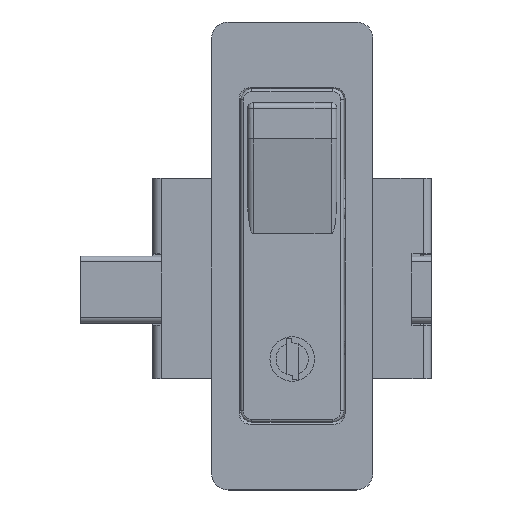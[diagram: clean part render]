
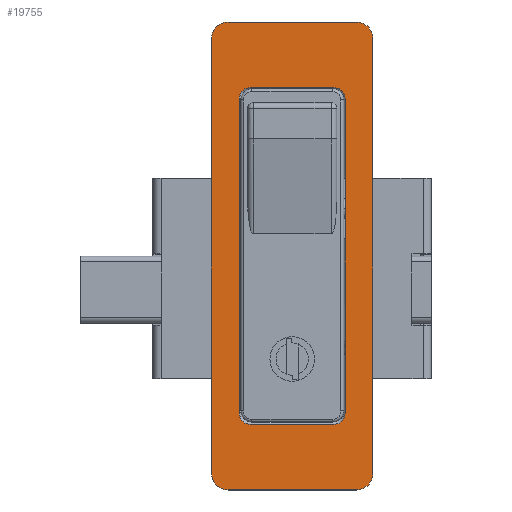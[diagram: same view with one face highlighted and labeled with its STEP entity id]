
A CAD part, top view. The second image highlights one B-rep face of the part: STEP entity #19755.
In plain terms, the highlighted planar face has unit normal (0, 0, 1).
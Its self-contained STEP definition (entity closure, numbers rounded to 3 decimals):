
#10 = DIRECTION ( 'NONE',  ( 0., -1., 0. ) ) ;
#369 = VECTOR ( 'NONE', #19244, 1000. ) ;
#407 = EDGE_CURVE ( 'NONE', #9087, #18419, #16505, .T. ) ;
#587 = CARTESIAN_POINT ( 'NONE',  ( -7.5, 21.75, 3. ) ) ;
#593 = CARTESIAN_POINT ( 'NONE',  ( 7.5, -38.75, 3. ) ) ;
#596 = LINE ( 'NONE', #4034, #18250 ) ;
#915 = ORIENTED_EDGE ( 'NONE', *, *, #8526, .T. ) ;
#995 = VERTEX_POINT ( 'NONE', #587 ) ;
#1576 = EDGE_LOOP ( 'NONE', ( #13746, #20661, #7963, #13867, #14949, #4539, #21844, #15966 ) ) ;
#1605 = AXIS2_PLACEMENT_3D ( 'NONE', #8707, #6981, #10434 ) ;
#1990 = DIRECTION ( 'NONE',  ( 1., 0., 0. ) ) ;
#2256 = CARTESIAN_POINT ( 'NONE',  ( -14.5, 30.5, 3. ) ) ;
#2333 = VERTEX_POINT ( 'NONE', #18932 ) ;
#2596 = CIRCLE ( 'NONE', #1605, 3. ) ;
#2625 = CARTESIAN_POINT ( 'NONE',  ( 11.5, -47.5, 3. ) ) ;
#2627 = EDGE_CURVE ( 'NONE', #13798, #16004, #15088, .T. ) ;
#2796 = PLANE ( 'NONE',  #9659 ) ;
#2937 = CIRCLE ( 'NONE', #8421, 2. ) ;
#3279 = DIRECTION ( 'NONE',  ( 1., 0., 0. ) ) ;
#3509 = VERTEX_POINT ( 'NONE', #6692 ) ;
#3824 = ORIENTED_EDGE ( 'NONE', *, *, #4328, .T. ) ;
#3855 = CARTESIAN_POINT ( 'NONE',  ( -11.5, 30.5, 3. ) ) ;
#4034 = CARTESIAN_POINT ( 'NONE',  ( -9.5, 21.75, 3. ) ) ;
#4072 = DIRECTION ( 'NONE',  ( 1., 0., 0. ) ) ;
#4106 = DIRECTION ( 'NONE',  ( 0., 0., 1. ) ) ;
#4328 = EDGE_CURVE ( 'NONE', #3509, #9087, #21463, .T. ) ;
#4460 = AXIS2_PLACEMENT_3D ( 'NONE', #21510, #4106, #21364 ) ;
#4539 = ORIENTED_EDGE ( 'NONE', *, *, #19080, .T. ) ;
#4636 = VECTOR ( 'NONE', #21597, 1000. ) ;
#4639 = DIRECTION ( 'NONE',  ( 0., -1., 0. ) ) ;
#4653 = EDGE_CURVE ( 'NONE', #16951, #16004, #21488, .T. ) ;
#4824 = VERTEX_POINT ( 'NONE', #10426 ) ;
#4920 = VERTEX_POINT ( 'NONE', #10502 ) ;
#5314 = CARTESIAN_POINT ( 'NONE',  ( -9.5, -36.75, 3. ) ) ;
#5318 = CARTESIAN_POINT ( 'NONE',  ( -14.5, -47.5, 3. ) ) ;
#5423 = VERTEX_POINT ( 'NONE', #5314 ) ;
#5808 = VECTOR ( 'NONE', #4639, 1000. ) ;
#5958 = VECTOR ( 'NONE', #16748, 1000. ) ;
#5994 = DIRECTION ( 'NONE',  ( 1., 0., 0. ) ) ;
#6018 = AXIS2_PLACEMENT_3D ( 'NONE', #8274, #15237, #3279 ) ;
#6031 = DIRECTION ( 'NONE',  ( 1., 0., 0. ) ) ;
#6153 = DIRECTION ( 'NONE',  ( 0., 0., 1. ) ) ;
#6231 = FACE_BOUND ( 'NONE', #1576, .T. ) ;
#6336 = LINE ( 'NONE', #11532, #5808 ) ;
#6339 = CARTESIAN_POINT ( 'NONE',  ( 9.5, 21.75, 3. ) ) ;
#6692 = CARTESIAN_POINT ( 'NONE',  ( 11.5, 33.5, 3. ) ) ;
#6762 = EDGE_CURVE ( 'NONE', #4920, #5423, #11228, .T. ) ;
#6830 = CARTESIAN_POINT ( 'NONE',  ( 7.5, -36.75, 3. ) ) ;
#6981 = DIRECTION ( 'NONE',  ( 0., 0., 1. ) ) ;
#7141 = VERTEX_POINT ( 'NONE', #17870 ) ;
#7195 = AXIS2_PLACEMENT_3D ( 'NONE', #2625, #14468, #5994 ) ;
#7222 = DIRECTION ( 'NONE',  ( 0., 0., 1. ) ) ;
#7294 = CARTESIAN_POINT ( 'NONE',  ( -14.5, 33.5, 3. ) ) ;
#7963 = ORIENTED_EDGE ( 'NONE', *, *, #6762, .F. ) ;
#8006 = DIRECTION ( 'NONE',  ( 1., 0., 0. ) ) ;
#8028 = CARTESIAN_POINT ( 'NONE',  ( -14.5, -50.5, 3. ) ) ;
#8186 = CARTESIAN_POINT ( 'NONE',  ( 9.5, -36.75, 3. ) ) ;
#8274 = CARTESIAN_POINT ( 'NONE',  ( -7.5, -36.75, 3. ) ) ;
#8421 = AXIS2_PLACEMENT_3D ( 'NONE', #12013, #8710, #1990 ) ;
#8526 = EDGE_CURVE ( 'NONE', #9178, #17626, #2596, .T. ) ;
#8707 = CARTESIAN_POINT ( 'NONE',  ( -11.5, -47.5, 3. ) ) ;
#8710 = DIRECTION ( 'NONE',  ( 0., 0., -1. ) ) ;
#8758 = EDGE_CURVE ( 'NONE', #16712, #19309, #12516, .T. ) ;
#8829 = VECTOR ( 'NONE', #10, 1000. ) ;
#9087 = VERTEX_POINT ( 'NONE', #12054 ) ;
#9090 = LINE ( 'NONE', #19415, #17657 ) ;
#9178 = VERTEX_POINT ( 'NONE', #5318 ) ;
#9659 = AXIS2_PLACEMENT_3D ( 'NONE', #8028, #6153, #14927 ) ;
#10248 = EDGE_CURVE ( 'NONE', #7141, #3509, #14339, .T. ) ;
#10426 = CARTESIAN_POINT ( 'NONE',  ( 7.5, 21.75, 3. ) ) ;
#10434 = DIRECTION ( 'NONE',  ( 1., 0., 0. ) ) ;
#10502 = CARTESIAN_POINT ( 'NONE',  ( -9.5, 19.75, 3. ) ) ;
#10809 = LINE ( 'NONE', #6339, #5958 ) ;
#10986 = CARTESIAN_POINT ( 'NONE',  ( 7.5, 19.75, 3. ) ) ;
#11218 = ORIENTED_EDGE ( 'NONE', *, *, #407, .T. ) ;
#11228 = LINE ( 'NONE', #11705, #8829 ) ;
#11282 = ORIENTED_EDGE ( 'NONE', *, *, #15459, .T. ) ;
#11532 = CARTESIAN_POINT ( 'NONE',  ( -14.5, 33.5, 3. ) ) ;
#11570 = CARTESIAN_POINT ( 'NONE',  ( 11.5, -50.5, 3. ) ) ;
#11705 = CARTESIAN_POINT ( 'NONE',  ( -9.5, 21.75, 3. ) ) ;
#12013 = CARTESIAN_POINT ( 'NONE',  ( -7.5, 19.75, 3. ) ) ;
#12054 = CARTESIAN_POINT ( 'NONE',  ( -11.5, 33.5, 3. ) ) ;
#12516 = CIRCLE ( 'NONE', #7195, 3. ) ;
#12528 = AXIS2_PLACEMENT_3D ( 'NONE', #10986, #15993, #6031 ) ;
#13354 = EDGE_CURVE ( 'NONE', #19309, #7141, #9090, .T. ) ;
#13697 = EDGE_CURVE ( 'NONE', #4920, #995, #2937, .T. ) ;
#13746 = ORIENTED_EDGE ( 'NONE', *, *, #2627, .F. ) ;
#13754 = CIRCLE ( 'NONE', #12528, 2. ) ;
#13798 = VERTEX_POINT ( 'NONE', #13892 ) ;
#13867 = ORIENTED_EDGE ( 'NONE', *, *, #13697, .T. ) ;
#13892 = CARTESIAN_POINT ( 'NONE',  ( -7.5, -38.75, 3. ) ) ;
#14339 = CIRCLE ( 'NONE', #4460, 3. ) ;
#14468 = DIRECTION ( 'NONE',  ( 0., 0., 1. ) ) ;
#14771 = EDGE_LOOP ( 'NONE', ( #18692, #915, #11282, #19321, #18225, #16982, #3824, #11218 ) ) ;
#14872 = CARTESIAN_POINT ( 'NONE',  ( 14.5, -47.5, 3. ) ) ;
#14880 = AXIS2_PLACEMENT_3D ( 'NONE', #6830, #20572, #18702 ) ;
#14927 = DIRECTION ( 'NONE',  ( 1., 0., 0. ) ) ;
#14949 = ORIENTED_EDGE ( 'NONE', *, *, #18515, .F. ) ;
#14986 = AXIS2_PLACEMENT_3D ( 'NONE', #3855, #7222, #4072 ) ;
#15088 = LINE ( 'NONE', #16455, #4636 ) ;
#15191 = LINE ( 'NONE', #16251, #21588 ) ;
#15237 = DIRECTION ( 'NONE',  ( 0., 0., -1. ) ) ;
#15365 = EDGE_CURVE ( 'NONE', #18419, #9178, #6336, .T. ) ;
#15459 = EDGE_CURVE ( 'NONE', #17626, #16712, #15191, .T. ) ;
#15655 = CARTESIAN_POINT ( 'NONE',  ( -11.5, -50.5, 3. ) ) ;
#15966 = ORIENTED_EDGE ( 'NONE', *, *, #4653, .T. ) ;
#15993 = DIRECTION ( 'NONE',  ( 0., 0., -1. ) ) ;
#16004 = VERTEX_POINT ( 'NONE', #593 ) ;
#16018 = DIRECTION ( 'NONE',  ( -1., 0., 0. ) ) ;
#16251 = CARTESIAN_POINT ( 'NONE',  ( -14.5, -50.5, 3. ) ) ;
#16315 = EDGE_CURVE ( 'NONE', #13798, #5423, #20217, .T. ) ;
#16455 = CARTESIAN_POINT ( 'NONE',  ( -9.5, -38.75, 3. ) ) ;
#16505 = CIRCLE ( 'NONE', #14986, 3. ) ;
#16712 = VERTEX_POINT ( 'NONE', #11570 ) ;
#16748 = DIRECTION ( 'NONE',  ( 0., 1., 0. ) ) ;
#16951 = VERTEX_POINT ( 'NONE', #8186 ) ;
#16982 = ORIENTED_EDGE ( 'NONE', *, *, #10248, .T. ) ;
#17223 = FACE_OUTER_BOUND ( 'NONE', #14771, .T. ) ;
#17626 = VERTEX_POINT ( 'NONE', #15655 ) ;
#17657 = VECTOR ( 'NONE', #17836, 1000. ) ;
#17836 = DIRECTION ( 'NONE',  ( 0., 1., 0. ) ) ;
#17870 = CARTESIAN_POINT ( 'NONE',  ( 14.5, 30.5, 3. ) ) ;
#18021 = EDGE_CURVE ( 'NONE', #16951, #2333, #10809, .T. ) ;
#18225 = ORIENTED_EDGE ( 'NONE', *, *, #13354, .T. ) ;
#18250 = VECTOR ( 'NONE', #16018, 1000. ) ;
#18419 = VERTEX_POINT ( 'NONE', #2256 ) ;
#18515 = EDGE_CURVE ( 'NONE', #4824, #995, #596, .T. ) ;
#18692 = ORIENTED_EDGE ( 'NONE', *, *, #15365, .T. ) ;
#18702 = DIRECTION ( 'NONE',  ( 1., 0., 0. ) ) ;
#18932 = CARTESIAN_POINT ( 'NONE',  ( 9.5, 19.75, 3. ) ) ;
#19080 = EDGE_CURVE ( 'NONE', #4824, #2333, #13754, .T. ) ;
#19244 = DIRECTION ( 'NONE',  ( -1., 0., 0. ) ) ;
#19309 = VERTEX_POINT ( 'NONE', #14872 ) ;
#19321 = ORIENTED_EDGE ( 'NONE', *, *, #8758, .T. ) ;
#19415 = CARTESIAN_POINT ( 'NONE',  ( 14.5, 33.5, 3. ) ) ;
#19755 = ADVANCED_FACE ( 'NONE', ( #17223, #6231 ), #2796, .T. ) ;
#20217 = CIRCLE ( 'NONE', #6018, 2. ) ;
#20572 = DIRECTION ( 'NONE',  ( 0., 0., -1. ) ) ;
#20661 = ORIENTED_EDGE ( 'NONE', *, *, #16315, .T. ) ;
#21364 = DIRECTION ( 'NONE',  ( 1., 0., 0. ) ) ;
#21463 = LINE ( 'NONE', #7294, #369 ) ;
#21488 = CIRCLE ( 'NONE', #14880, 2. ) ;
#21510 = CARTESIAN_POINT ( 'NONE',  ( 11.5, 30.5, 3. ) ) ;
#21588 = VECTOR ( 'NONE', #8006, 1000. ) ;
#21597 = DIRECTION ( 'NONE',  ( 1., 0., 0. ) ) ;
#21844 = ORIENTED_EDGE ( 'NONE', *, *, #18021, .F. ) ;
